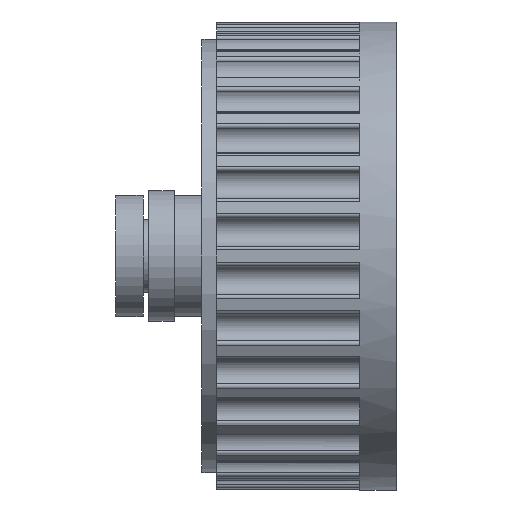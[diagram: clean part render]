
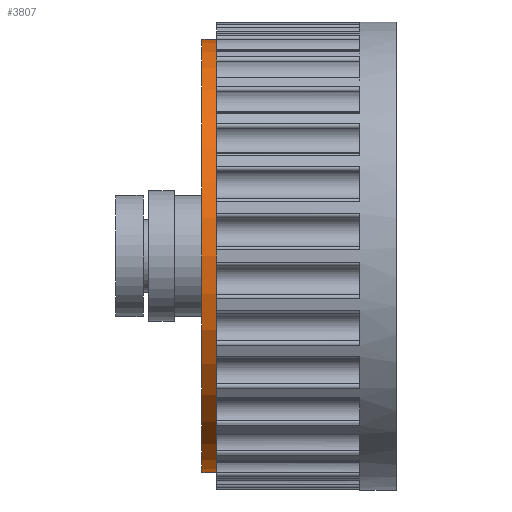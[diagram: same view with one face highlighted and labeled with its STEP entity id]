
A CAD part, left-side view. The second image highlights one B-rep face of the part: STEP entity #3807.
In plain terms, the highlighted cylindrical face has radius 11.8 mm (diameter 23.6 mm), a partial arc.
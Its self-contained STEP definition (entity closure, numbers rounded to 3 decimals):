
#1610 = EDGE_LOOP ( 'NONE', ( #6239, #6487, #6684, #6826 ) ) ;
#1698 = VERTEX_POINT ( 'NONE', #3351 ) ;
#2358 = DIRECTION ( 'NONE',  ( 0., 1., 0. ) ) ;
#2370 = CARTESIAN_POINT ( 'NONE',  ( 0., 9.8, 0. ) ) ;
#2377 = DIRECTION ( 'NONE',  ( 0., 0., 1. ) ) ;
#2408 = DIRECTION ( 'NONE',  ( 0., 1., 0. ) ) ;
#2409 = CARTESIAN_POINT ( 'NONE',  ( 0., 9.8, -11.8 ) ) ;
#2619 = VERTEX_POINT ( 'NONE', #8221 ) ;
#3078 = EDGE_CURVE ( 'NONE', #2619, #3250, #5423, .T. ) ;
#3130 = VERTEX_POINT ( 'NONE', #5648 ) ;
#3250 = VERTEX_POINT ( 'NONE', #5117 ) ;
#3351 = CARTESIAN_POINT ( 'NONE',  ( 0., 9.8, 11.8 ) ) ;
#3576 = DIRECTION ( 'NONE',  ( 0., 0., 1. ) ) ;
#3583 = DIRECTION ( 'NONE',  ( 0., 1., 0. ) ) ;
#3595 = CARTESIAN_POINT ( 'NONE',  ( 0., 9.8, 0. ) ) ;
#3763 = EDGE_CURVE ( 'NONE', #3130, #2619, #7820, .T. ) ;
#3807 = ADVANCED_FACE ( 'NONE', ( #8356 ), #8453, .T. ) ;
#4803 = DIRECTION ( 'NONE',  ( 0., 1., 0. ) ) ;
#4823 = CARTESIAN_POINT ( 'NONE',  ( 0., 9.8, 11.8 ) ) ;
#5117 = CARTESIAN_POINT ( 'NONE',  ( 0., 10.6, 11.8 ) ) ;
#5183 = AXIS2_PLACEMENT_3D ( 'NONE', #3595, #3583, #3576 ) ;
#5423 = CIRCLE ( 'NONE', #7423, 11.8 ) ;
#5648 = CARTESIAN_POINT ( 'NONE',  ( 0., 9.8, -11.8 ) ) ;
#5653 = LINE ( 'NONE', #4823, #9143 ) ;
#5803 = EDGE_CURVE ( 'NONE', #3130, #1698, #9027, .T. ) ;
#5805 = DIRECTION ( 'NONE',  ( 0., 0., 1. ) ) ;
#5814 = DIRECTION ( 'NONE',  ( 0., 1., 0. ) ) ;
#5825 = CARTESIAN_POINT ( 'NONE',  ( 0., 10.6, 0. ) ) ;
#6239 = ORIENTED_EDGE ( 'NONE', *, *, #3763, .F. ) ;
#6487 = ORIENTED_EDGE ( 'NONE', *, *, #5803, .T. ) ;
#6644 = AXIS2_PLACEMENT_3D ( 'NONE', #2370, #2358, #2377 ) ;
#6684 = ORIENTED_EDGE ( 'NONE', *, *, #9369, .T. ) ;
#6826 = ORIENTED_EDGE ( 'NONE', *, *, #3078, .F. ) ;
#7423 = AXIS2_PLACEMENT_3D ( 'NONE', #5825, #5814, #5805 ) ;
#7820 = LINE ( 'NONE', #2409, #8128 ) ;
#8128 = VECTOR ( 'NONE', #2408, 1000. ) ;
#8221 = CARTESIAN_POINT ( 'NONE',  ( 0., 10.6, -11.8 ) ) ;
#8356 = FACE_OUTER_BOUND ( 'NONE', #1610, .T. ) ;
#8453 = CYLINDRICAL_SURFACE ( 'NONE', #6644, 11.8 ) ;
#9027 = CIRCLE ( 'NONE', #5183, 11.8 ) ;
#9143 = VECTOR ( 'NONE', #4803, 1000. ) ;
#9369 = EDGE_CURVE ( 'NONE', #1698, #3250, #5653, .T. ) ;
